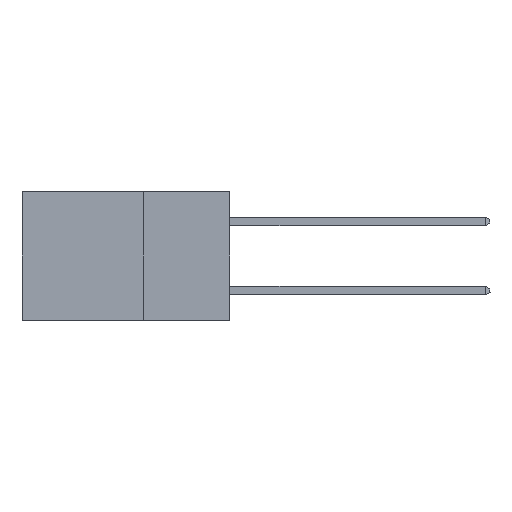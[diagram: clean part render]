
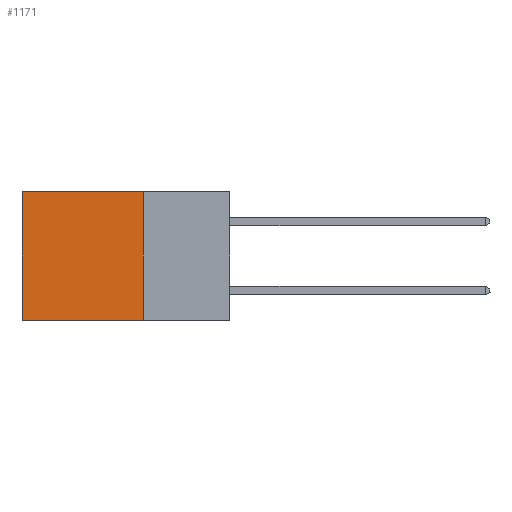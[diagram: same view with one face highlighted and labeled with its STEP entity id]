
A CAD part, left-side view. The second image highlights one B-rep face of the part: STEP entity #1171.
In plain terms, the highlighted planar face has unit normal (-1, 0, 0).
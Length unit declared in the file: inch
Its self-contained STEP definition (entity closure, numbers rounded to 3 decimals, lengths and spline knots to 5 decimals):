
#14 = VERTEX_POINT ( 'NONE', #1139 ) ;
#458 = CARTESIAN_POINT ( 'NONE',  ( 0.298, 0.25, -0.37 ) ) ;
#608 = EDGE_CURVE ( 'NONE', #14, #6359, #8154, .T. ) ;
#808 = CARTESIAN_POINT ( 'NONE',  ( 0.298, 0.25, 0. ) ) ;
#1018 = DIRECTION ( 'NONE',  ( 0., 0., -1. ) ) ;
#1139 = CARTESIAN_POINT ( 'NONE',  ( 0.298, 0.25, -0.37 ) ) ;
#1171 = ADVANCED_FACE ( 'NONE', ( #10133 ), #2976, .F. ) ;
#1469 = LINE ( 'NONE', #13059, #13302 ) ;
#1613 = CARTESIAN_POINT ( 'NONE',  ( 0.298, 0.25, 0. ) ) ;
#1859 = LINE ( 'NONE', #1613, #7860 ) ;
#2177 = ORIENTED_EDGE ( 'NONE', *, *, #608, .F. ) ;
#2432 = AXIS2_PLACEMENT_3D ( 'NONE', #808, #4078, #6269 ) ;
#2976 = PLANE ( 'NONE',  #2432 ) ;
#3641 = ORIENTED_EDGE ( 'NONE', *, *, #8465, .F. ) ;
#3843 = EDGE_LOOP ( 'NONE', ( #6975, #2177, #3641, #6522 ) ) ;
#4078 = DIRECTION ( 'NONE',  ( 1., 0., 0. ) ) ;
#4189 = VECTOR ( 'NONE', #11328, 39.37008 ) ;
#4433 = EDGE_CURVE ( 'NONE', #10785, #11952, #13314, .T. ) ;
#6269 = DIRECTION ( 'NONE',  ( 0., 0., -1. ) ) ;
#6359 = VERTEX_POINT ( 'NONE', #11309 ) ;
#6522 = ORIENTED_EDGE ( 'NONE', *, *, #4433, .T. ) ;
#6629 = DIRECTION ( 'NONE',  ( 0., 1., 0. ) ) ;
#6720 = EDGE_CURVE ( 'NONE', #11952, #6359, #1469, .T. ) ;
#6975 = ORIENTED_EDGE ( 'NONE', *, *, #6720, .T. ) ;
#7026 = CARTESIAN_POINT ( 'NONE',  ( 0.298, 0.6, 0. ) ) ;
#7416 = DIRECTION ( 'NONE',  ( 0., 0., -1. ) ) ;
#7495 = VECTOR ( 'NONE', #6629, 39.37008 ) ;
#7842 = CARTESIAN_POINT ( 'NONE',  ( 0.298, 0.25, 0. ) ) ;
#7860 = VECTOR ( 'NONE', #7416, 39.37008 ) ;
#8154 = LINE ( 'NONE', #458, #4189 ) ;
#8465 = EDGE_CURVE ( 'NONE', #10785, #14, #1859, .T. ) ;
#10133 = FACE_OUTER_BOUND ( 'NONE', #3843, .T. ) ;
#10785 = VERTEX_POINT ( 'NONE', #13128 ) ;
#11309 = CARTESIAN_POINT ( 'NONE',  ( 0.298, 0.6, -0.37 ) ) ;
#11328 = DIRECTION ( 'NONE',  ( 0., 1., 0. ) ) ;
#11952 = VERTEX_POINT ( 'NONE', #7026 ) ;
#13059 = CARTESIAN_POINT ( 'NONE',  ( 0.298, 0.6, 0. ) ) ;
#13128 = CARTESIAN_POINT ( 'NONE',  ( 0.298, 0.25, 0. ) ) ;
#13302 = VECTOR ( 'NONE', #1018, 39.37008 ) ;
#13314 = LINE ( 'NONE', #7842, #7495 ) ;
